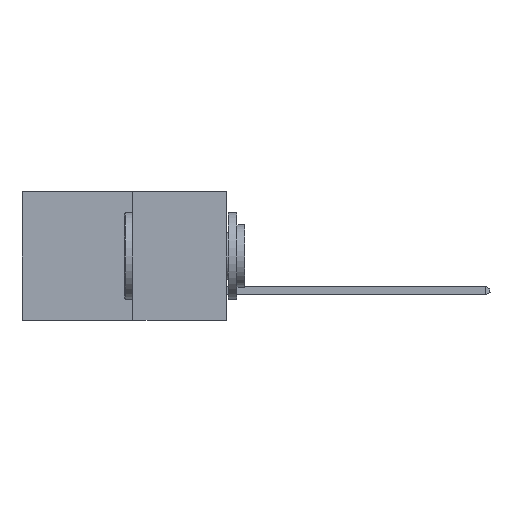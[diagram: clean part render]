
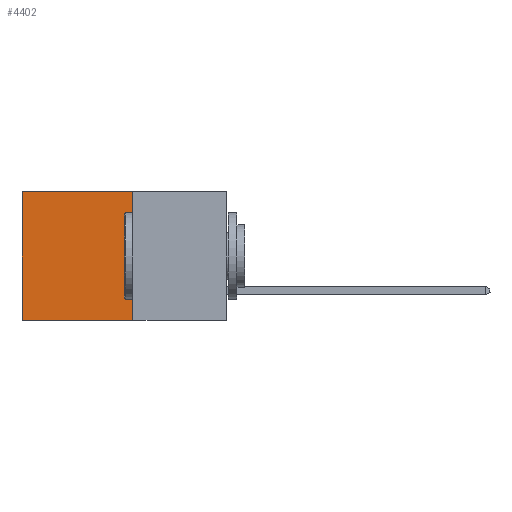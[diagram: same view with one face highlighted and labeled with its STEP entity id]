
A CAD part, left-side view. The second image highlights one B-rep face of the part: STEP entity #4402.
In plain terms, the highlighted planar face has unit normal (-1, 0, 0).
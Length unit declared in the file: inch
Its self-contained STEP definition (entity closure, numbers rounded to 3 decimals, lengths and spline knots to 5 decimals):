
#715 = DIRECTION ( 'NONE',  ( 0., 0., -1. ) ) ;
#1378 = EDGE_LOOP ( 'NONE', ( #9540, #12064, #7270, #9826 ) ) ;
#1812 = CARTESIAN_POINT ( 'NONE',  ( 0.277, 0.59, -0.37 ) ) ;
#1988 = DIRECTION ( 'NONE',  ( 0., 1., 0. ) ) ;
#2135 = VERTEX_POINT ( 'NONE', #13042 ) ;
#2552 = DIRECTION ( 'NONE',  ( 0., 0., -1. ) ) ;
#2714 = VERTEX_POINT ( 'NONE', #8613 ) ;
#2780 = CARTESIAN_POINT ( 'NONE',  ( 0.277, 0.27, -0.37 ) ) ;
#2957 = VECTOR ( 'NONE', #2552, 39.37008 ) ;
#3641 = VERTEX_POINT ( 'NONE', #7511 ) ;
#4246 = FACE_OUTER_BOUND ( 'NONE', #1378, .T. ) ;
#4402 = ADVANCED_FACE ( 'NONE', ( #4246 ), #12155, .F. ) ;
#4569 = VERTEX_POINT ( 'NONE', #8703 ) ;
#5004 = EDGE_CURVE ( 'NONE', #2714, #3641, #9699, .T. ) ;
#5229 = VECTOR ( 'NONE', #715, 39.37008 ) ;
#5758 = EDGE_CURVE ( 'NONE', #2714, #2135, #8769, .T. ) ;
#6686 = VECTOR ( 'NONE', #1988, 39.37008 ) ;
#7141 = VECTOR ( 'NONE', #11228, 39.37008 ) ;
#7179 = CARTESIAN_POINT ( 'NONE',  ( 0.277, 0.27, -0.37 ) ) ;
#7270 = ORIENTED_EDGE ( 'NONE', *, *, #5758, .F. ) ;
#7511 = CARTESIAN_POINT ( 'NONE',  ( 0.277, 0.59, 0. ) ) ;
#7966 = LINE ( 'NONE', #1812, #5229 ) ;
#8425 = AXIS2_PLACEMENT_3D ( 'NONE', #11137, #12096, #12063 ) ;
#8613 = CARTESIAN_POINT ( 'NONE',  ( 0.277, 0.27, 0. ) ) ;
#8703 = CARTESIAN_POINT ( 'NONE',  ( 0.277, 0.59, -0.37 ) ) ;
#8769 = LINE ( 'NONE', #2780, #2957 ) ;
#9540 = ORIENTED_EDGE ( 'NONE', *, *, #11062, .T. ) ;
#9699 = LINE ( 'NONE', #11655, #7141 ) ;
#9826 = ORIENTED_EDGE ( 'NONE', *, *, #5004, .T. ) ;
#9892 = EDGE_CURVE ( 'NONE', #2135, #4569, #12086, .T. ) ;
#11062 = EDGE_CURVE ( 'NONE', #3641, #4569, #7966, .T. ) ;
#11137 = CARTESIAN_POINT ( 'NONE',  ( 0.277, 0.27, -0.37 ) ) ;
#11228 = DIRECTION ( 'NONE',  ( 0., 1., 0. ) ) ;
#11655 = CARTESIAN_POINT ( 'NONE',  ( 0.277, 0.27, 0. ) ) ;
#12063 = DIRECTION ( 'NONE',  ( 0., 0., -1. ) ) ;
#12064 = ORIENTED_EDGE ( 'NONE', *, *, #9892, .F. ) ;
#12086 = LINE ( 'NONE', #7179, #6686 ) ;
#12096 = DIRECTION ( 'NONE',  ( 1., 0., 0. ) ) ;
#12155 = PLANE ( 'NONE',  #8425 ) ;
#13042 = CARTESIAN_POINT ( 'NONE',  ( 0.277, 0.27, -0.37 ) ) ;
